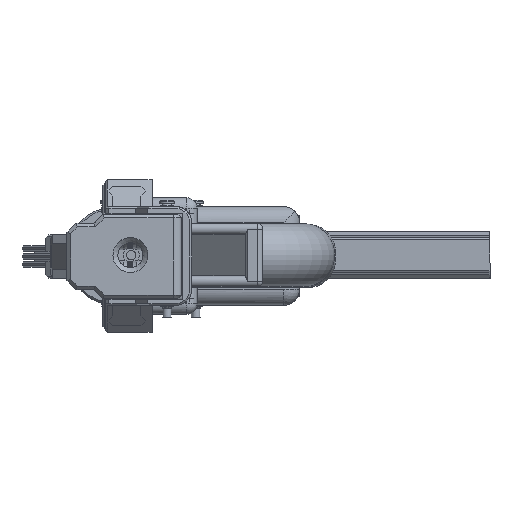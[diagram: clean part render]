
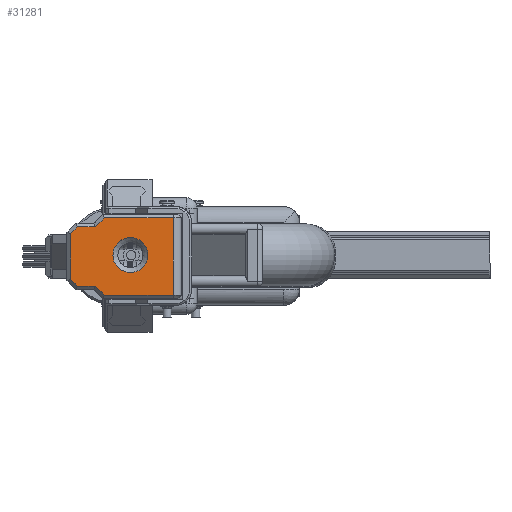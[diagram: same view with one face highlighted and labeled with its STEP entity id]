
A CAD part, left-side view. The second image highlights one B-rep face of the part: STEP entity #31281.
In plain terms, the highlighted planar face has unit normal (-1, 0, 0).
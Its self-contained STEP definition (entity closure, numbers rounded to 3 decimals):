
#2706=LINE('',#52978,#6000);
#2709=LINE('',#52984,#6003);
#2712=LINE('',#52990,#6006);
#2715=LINE('',#52996,#6009);
#2718=LINE('',#53002,#6012);
#2721=LINE('',#53008,#6015);
#2724=LINE('',#53014,#6018);
#2727=LINE('',#53019,#6021);
#2729=LINE('',#53023,#6023);
#2734=LINE('',#53034,#6028);
#6000=VECTOR('',#38702,10.);
#6003=VECTOR('',#38707,10.);
#6006=VECTOR('',#38712,10.);
#6009=VECTOR('',#38717,10.);
#6012=VECTOR('',#38722,10.);
#6015=VECTOR('',#38727,10.);
#6018=VECTOR('',#38732,10.);
#6021=VECTOR('',#38737,10.);
#6023=VECTOR('',#38741,10.);
#6028=VECTOR('',#38754,10.);
#8103=FACE_BOUND('',#10964,.T.);
#9098=FACE_OUTER_BOUND('',#10963,.T.);
#10963=EDGE_LOOP('',(#24980,#24981,#24982,#24983,#24984,#24985,#24986,#24987,
#24988,#24989));
#10964=EDGE_LOOP('',(#24990));
#12298=CIRCLE('',#33532,9.75);
#14152=VERTEX_POINT('',#52028);
#14282=VERTEX_POINT('',#52969);
#14285=VERTEX_POINT('',#52977);
#14287=VERTEX_POINT('',#52983);
#14289=VERTEX_POINT('',#52989);
#14291=VERTEX_POINT('',#52995);
#14293=VERTEX_POINT('',#53001);
#14295=VERTEX_POINT('',#53007);
#14297=VERTEX_POINT('',#53013);
#14298=VERTEX_POINT('',#53018);
#14299=VERTEX_POINT('',#53022);
#17890=EDGE_CURVE('',#14152,#14152,#12298,.T.);
#18035=EDGE_CURVE('',#14282,#14285,#2706,.T.);
#18038=EDGE_CURVE('',#14285,#14287,#2709,.T.);
#18041=EDGE_CURVE('',#14287,#14289,#2712,.T.);
#18044=EDGE_CURVE('',#14289,#14291,#2715,.T.);
#18047=EDGE_CURVE('',#14291,#14293,#2718,.T.);
#18050=EDGE_CURVE('',#14293,#14295,#2721,.T.);
#18053=EDGE_CURVE('',#14295,#14297,#2724,.T.);
#18056=EDGE_CURVE('',#14297,#14298,#2727,.T.);
#18058=EDGE_CURVE('',#14298,#14299,#2729,.T.);
#18064=EDGE_CURVE('',#14299,#14282,#2734,.T.);
#24980=ORIENTED_EDGE('',*,*,#18058,.F.);
#24981=ORIENTED_EDGE('',*,*,#18056,.F.);
#24982=ORIENTED_EDGE('',*,*,#18053,.F.);
#24983=ORIENTED_EDGE('',*,*,#18050,.F.);
#24984=ORIENTED_EDGE('',*,*,#18047,.F.);
#24985=ORIENTED_EDGE('',*,*,#18044,.F.);
#24986=ORIENTED_EDGE('',*,*,#18041,.F.);
#24987=ORIENTED_EDGE('',*,*,#18038,.F.);
#24988=ORIENTED_EDGE('',*,*,#18035,.F.);
#24989=ORIENTED_EDGE('',*,*,#18064,.F.);
#24990=ORIENTED_EDGE('',*,*,#17890,.F.);
#29718=PLANE('',#33570);
#31281=ADVANCED_FACE('',(#9098,#8103),#29718,.F.);
#33532=AXIS2_PLACEMENT_3D('',#52029,#38561,#38562);
#33570=AXIS2_PLACEMENT_3D('',#53033,#38752,#38753);
#38561=DIRECTION('center_axis',(-1.,0.,0.));
#38562=DIRECTION('ref_axis',(0.,-1.,0.));
#38702=DIRECTION('',(0.,0.,1.));
#38707=DIRECTION('',(0.,-0.707,0.707));
#38712=DIRECTION('',(0.,0.,1.));
#38717=DIRECTION('',(0.,-0.707,0.707));
#38722=DIRECTION('',(0.,-1.,0.));
#38727=DIRECTION('',(0.,-0.707,-0.707));
#38732=DIRECTION('',(0.,0.,-1.));
#38737=DIRECTION('',(0.,-0.707,-0.707));
#38741=DIRECTION('',(0.,0.,-1.));
#38752=DIRECTION('center_axis',(1.,0.,0.));
#38753=DIRECTION('ref_axis',(0.,0.,
-1.));
#38754=DIRECTION('',(0.,1.,0.));
#52028=CARTESIAN_POINT('',(-86.03,9.75,9.));
#52029=CARTESIAN_POINT('Origin',(-86.03,0.,
9.));
#52969=CARTESIAN_POINT('',(-86.03,22.282,-14.869));
#52977=CARTESIAN_POINT('',(-86.03,22.282,23.503));
#52978=CARTESIAN_POINT('',(-86.03,22.282,8.081));
#52983=CARTESIAN_POINT('',(-86.03,17.282,28.503));
#52984=CARTESIAN_POINT('',(-86.03,9.982,35.803));
#52989=CARTESIAN_POINT('',(-86.03,17.282,38.503));
#52990=CARTESIAN_POINT('',(-86.03,17.282,24.081));
#52995=CARTESIAN_POINT('',(-86.03,13.454,42.331));
#52996=CARTESIAN_POINT('',(-86.03,9.982,45.803));
#53001=CARTESIAN_POINT('',(-86.03,-11.935,42.331));
#53002=CARTESIAN_POINT('',(-86.03,-11.002,42.331));
#53007=CARTESIAN_POINT('',(-86.03,-15.764,38.503));
#53008=CARTESIAN_POINT('',(-86.03,-20.225,34.042));
#53013=CARTESIAN_POINT('',(-86.03,-15.764,28.503));
#53014=CARTESIAN_POINT('',(-86.03,-15.764,24.081));
#53018=CARTESIAN_POINT('',(-86.03,-20.764,23.503));
#53019=CARTESIAN_POINT('',(-86.03,-20.225,24.042));
#53022=CARTESIAN_POINT('',(-86.03,-20.764,-14.869));
#53023=CARTESIAN_POINT('',(-86.03,-20.764,24.081));
#53033=CARTESIAN_POINT('Origin',(-86.03,-22.764,23.831));
#53034=CARTESIAN_POINT('',(-86.03,-22.764,-14.869));
